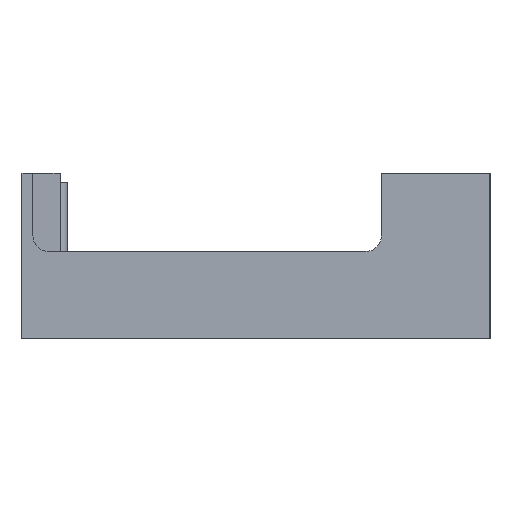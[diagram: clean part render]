
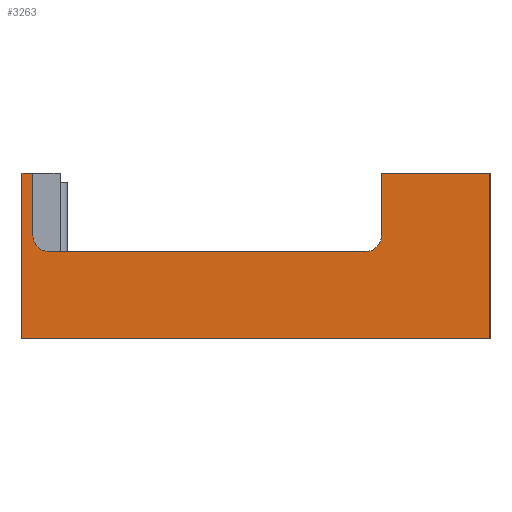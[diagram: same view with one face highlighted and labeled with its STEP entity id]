
A CAD part, left-side view. The second image highlights one B-rep face of the part: STEP entity #3263.
In plain terms, the highlighted planar face has unit normal (-1, 0, 0).
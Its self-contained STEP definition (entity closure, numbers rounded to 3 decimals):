
#21 = ORIENTED_EDGE ( 'NONE', *, *, #3629, .T. ) ;
#28 = CARTESIAN_POINT ( 'NONE',  ( 0., 39.799, 32.929 ) ) ;
#91 = EDGE_CURVE ( 'NONE', #734, #730, #1766, .T. ) ;
#99 = VECTOR ( 'NONE', #1372, 1000. ) ;
#131 = DIRECTION ( 'NONE',  ( 0., 0., 1. ) ) ;
#147 = LINE ( 'NONE', #1125, #2120 ) ;
#161 = CARTESIAN_POINT ( 'NONE',  ( 0., 0., 53. ) ) ;
#266 = CARTESIAN_POINT ( 'NONE',  ( 0., 146.456, 53. ) ) ;
#287 = CARTESIAN_POINT ( 'NONE',  ( 0., 149.977, -2.65 ) ) ;
#303 = CARTESIAN_POINT ( 'NONE',  ( 0., 149.977, 53. ) ) ;
#334 = AXIS2_PLACEMENT_3D ( 'NONE', #28, #3158, #2594 ) ;
#350 = EDGE_CURVE ( 'NONE', #3069, #1498, #536, .T. ) ;
#351 = ORIENTED_EDGE ( 'NONE', *, *, #2944, .F. ) ;
#388 = ORIENTED_EDGE ( 'NONE', *, *, #1062, .T. ) ;
#406 = VECTOR ( 'NONE', #2488, 1000. ) ;
#460 = EDGE_CURVE ( 'NONE', #525, #1498, #2742, .T. ) ;
#523 = CARTESIAN_POINT ( 'NONE',  ( 0., -7.499, 53. ) ) ;
#525 = VERTEX_POINT ( 'NONE', #3154 ) ;
#536 = LINE ( 'NONE', #523, #1091 ) ;
#563 = LINE ( 'NONE', #2107, #2953 ) ;
#585 = CARTESIAN_POINT ( 'NONE',  ( 0., 34.799, 53. ) ) ;
#730 = VERTEX_POINT ( 'NONE', #1305 ) ;
#734 = VERTEX_POINT ( 'NONE', #1526 ) ;
#813 = VECTOR ( 'NONE', #1654, 1000. ) ;
#950 = PLANE ( 'NONE',  #2338 ) ;
#1036 = CARTESIAN_POINT ( 'NONE',  ( 0., 149.977, 0. ) ) ;
#1062 = EDGE_CURVE ( 'NONE', #2457, #1211, #147, .T. ) ;
#1091 = VECTOR ( 'NONE', #2492, 1000. ) ;
#1125 = CARTESIAN_POINT ( 'NONE',  ( 0., 0., -2.65 ) ) ;
#1211 = VERTEX_POINT ( 'NONE', #161 ) ;
#1305 = CARTESIAN_POINT ( 'NONE',  ( 0., 146.456, 32.929 ) ) ;
#1336 = LINE ( 'NONE', #1930, #813 ) ;
#1364 = ORIENTED_EDGE ( 'NONE', *, *, #3015, .T. ) ;
#1372 = DIRECTION ( 'NONE',  ( 0., 1., 0. ) ) ;
#1390 = LINE ( 'NONE', #2805, #406 ) ;
#1407 = EDGE_CURVE ( 'NONE', #3498, #734, #2114, .T. ) ;
#1408 = DIRECTION ( 'NONE',  ( 0., 0., 1. ) ) ;
#1411 = DIRECTION ( 'NONE',  ( 1., 0., 0. ) ) ;
#1413 = VERTEX_POINT ( 'NONE', #585 ) ;
#1443 = VECTOR ( 'NONE', #1408, 1000. ) ;
#1453 = ORIENTED_EDGE ( 'NONE', *, *, #1407, .T. ) ;
#1498 = VERTEX_POINT ( 'NONE', #303 ) ;
#1505 = DIRECTION ( 'NONE',  ( 0., 1., 0. ) ) ;
#1526 = CARTESIAN_POINT ( 'NONE',  ( 0., 141.456, 27.929 ) ) ;
#1539 = CARTESIAN_POINT ( 'NONE',  ( 0., 39.799, 27.929 ) ) ;
#1591 = ORIENTED_EDGE ( 'NONE', *, *, #2772, .T. ) ;
#1654 = DIRECTION ( 'NONE',  ( 0., 0., -1. ) ) ;
#1746 = DIRECTION ( 'NONE',  ( 0., 0., 1. ) ) ;
#1766 = CIRCLE ( 'NONE', #2328, 5. ) ;
#1781 = DIRECTION ( 'NONE',  ( -1., 0., 0. ) ) ;
#1805 = EDGE_CURVE ( 'NONE', #730, #3069, #1390, .T. ) ;
#1808 = CARTESIAN_POINT ( 'NONE',  ( 0., 34.799, 32.929 ) ) ;
#1930 = CARTESIAN_POINT ( 'NONE',  ( 0., 34.799, -2.65 ) ) ;
#2089 = ORIENTED_EDGE ( 'NONE', *, *, #1805, .T. ) ;
#2107 = CARTESIAN_POINT ( 'NONE',  ( 0., -7.499, 53. ) ) ;
#2114 = LINE ( 'NONE', #3063, #99 ) ;
#2120 = VECTOR ( 'NONE', #3113, 1000. ) ;
#2142 = DIRECTION ( 'NONE',  ( 0., 1., 0. ) ) ;
#2276 = CIRCLE ( 'NONE', #334, 5. ) ;
#2328 = AXIS2_PLACEMENT_3D ( 'NONE', #2869, #1411, #1746 ) ;
#2338 = AXIS2_PLACEMENT_3D ( 'NONE', #2901, #1781, #131 ) ;
#2457 = VERTEX_POINT ( 'NONE', #2980 ) ;
#2488 = DIRECTION ( 'NONE',  ( 0., 0., 1. ) ) ;
#2492 = DIRECTION ( 'NONE',  ( 0., 1., 0. ) ) ;
#2594 = DIRECTION ( 'NONE',  ( 0., 0., 1. ) ) ;
#2742 = LINE ( 'NONE', #287, #1443 ) ;
#2772 = EDGE_CURVE ( 'NONE', #1211, #1413, #563, .T. ) ;
#2805 = CARTESIAN_POINT ( 'NONE',  ( 0., 146.456, -2.65 ) ) ;
#2806 = ORIENTED_EDGE ( 'NONE', *, *, #91, .T. ) ;
#2869 = CARTESIAN_POINT ( 'NONE',  ( 0., 141.456, 32.929 ) ) ;
#2901 = CARTESIAN_POINT ( 'NONE',  ( 0., -7.499, -2.65 ) ) ;
#2944 = EDGE_CURVE ( 'NONE', #2457, #525, #3032, .T. ) ;
#2953 = VECTOR ( 'NONE', #1505, 1000. ) ;
#2980 = CARTESIAN_POINT ( 'NONE',  ( 0., 0., 0. ) ) ;
#3015 = EDGE_CURVE ( 'NONE', #1413, #3332, #1336, .T. ) ;
#3016 = ORIENTED_EDGE ( 'NONE', *, *, #350, .T. ) ;
#3032 = LINE ( 'NONE', #1036, #3077 ) ;
#3063 = CARTESIAN_POINT ( 'NONE',  ( 0., -7.499, 27.929 ) ) ;
#3069 = VERTEX_POINT ( 'NONE', #266 ) ;
#3077 = VECTOR ( 'NONE', #2142, 1000. ) ;
#3079 = EDGE_LOOP ( 'NONE', ( #388, #1591, #1364, #21, #1453, #2806, #2089, #3016, #3302, #351 ) ) ;
#3113 = DIRECTION ( 'NONE',  ( 0., 0., 1. ) ) ;
#3114 = FACE_OUTER_BOUND ( 'NONE', #3079, .T. ) ;
#3154 = CARTESIAN_POINT ( 'NONE',  ( 0., 149.977, 0. ) ) ;
#3158 = DIRECTION ( 'NONE',  ( 1., 0., 0. ) ) ;
#3263 = ADVANCED_FACE ( 'NONE', ( #3114 ), #950, .T. ) ;
#3302 = ORIENTED_EDGE ( 'NONE', *, *, #460, .F. ) ;
#3332 = VERTEX_POINT ( 'NONE', #1808 ) ;
#3498 = VERTEX_POINT ( 'NONE', #1539 ) ;
#3629 = EDGE_CURVE ( 'NONE', #3332, #3498, #2276, .T. ) ;
